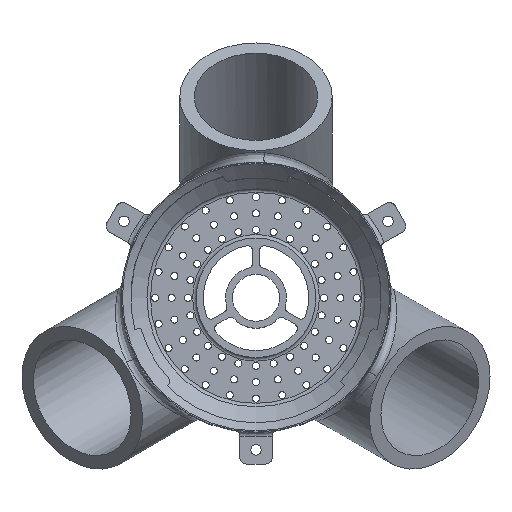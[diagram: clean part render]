
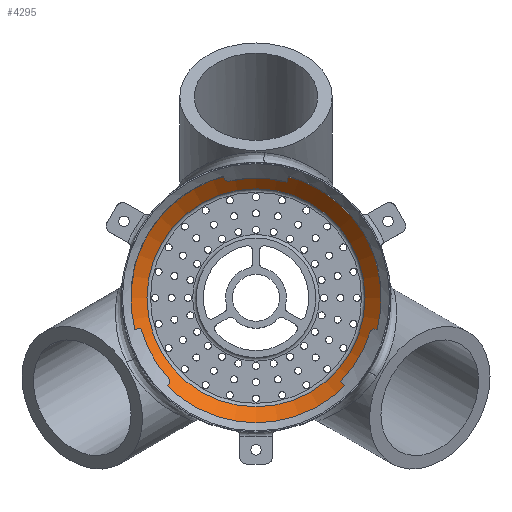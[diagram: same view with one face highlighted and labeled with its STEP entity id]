
A CAD part, top view. The second image highlights one B-rep face of the part: STEP entity #4295.
In plain terms, the highlighted conical face has half-angle 45 degrees and reference radius 53.5 mm.
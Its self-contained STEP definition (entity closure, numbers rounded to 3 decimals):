
#107=CONICAL_SURFACE('',#4722,53.5,0.785);
#396=LINE('',#8187,#651);
#651=VECTOR('',#5636,53.5);
#1031=FACE_OUTER_BOUND('',#1250,.T.);
#1250=EDGE_LOOP('',(#3397,#3398,#3399,#3400,#3401,#3402));
#1591=CIRCLE('',#4431,53.5);
#1592=CIRCLE('',#4432,53.5);
#1788=CIRCLE('',#4723,46.5);
#1789=CIRCLE('',#4724,46.5);
#1894=VERTEX_POINT('',#6468);
#1895=VERTEX_POINT('',#6470);
#2127=VERTEX_POINT('',#8184);
#2128=VERTEX_POINT('',#8185);
#2318=EDGE_CURVE('',#1894,#1895,#1591,.T.);
#2319=EDGE_CURVE('',#1895,#1894,#1592,.T.);
#2646=EDGE_CURVE('',#2127,#2128,#1788,.T.);
#2647=EDGE_CURVE('',#2128,#1895,#396,.T.);
#2648=EDGE_CURVE('',#2128,#2127,#1789,.T.);
#3397=ORIENTED_EDGE('',*,*,#2646,.T.);
#3398=ORIENTED_EDGE('',*,*,#2647,.T.);
#3399=ORIENTED_EDGE('',*,*,#2318,.F.);
#3400=ORIENTED_EDGE('',*,*,#2319,.F.);
#3401=ORIENTED_EDGE('',*,*,#2647,.F.);
#3402=ORIENTED_EDGE('',*,*,#2648,.T.);
#4295=ADVANCED_FACE('',(#1031),#107,.F.);
#4431=AXIS2_PLACEMENT_3D('',#6471,#4946,#4947);
#4432=AXIS2_PLACEMENT_3D('',#6472,#4948,#4949);
#4722=AXIS2_PLACEMENT_3D('',#8183,#5632,#5633);
#4723=AXIS2_PLACEMENT_3D('',#8186,#5634,#5635);
#4724=AXIS2_PLACEMENT_3D('',#8188,#5637,#5638);
#4946=DIRECTION('center_axis',(0.,0.,-1.));
#4947=DIRECTION('ref_axis',(0.,1.,0.));
#4948=DIRECTION('center_axis',(0.,0.,-1.));
#4949=DIRECTION('ref_axis',(0.,1.,0.));
#5632=DIRECTION('center_axis',(0.,0.,1.));
#5633=DIRECTION('ref_axis',(0.,-1.,0.));
#5634=DIRECTION('center_axis',(0.,0.,-1.));
#5635=DIRECTION('ref_axis',(0.,1.,0.));
#5636=DIRECTION('',(0.,0.707,0.707));
#5637=DIRECTION('center_axis',(0.,0.,-1.));
#5638=DIRECTION('ref_axis',(0.,1.,0.));
#6468=CARTESIAN_POINT('',(0.,-53.5,18.));
#6470=CARTESIAN_POINT('',(0.,53.5,18.));
#6471=CARTESIAN_POINT('Origin',(0.,0.,18.));
#6472=CARTESIAN_POINT('Origin',(0.,0.,18.));
#8183=CARTESIAN_POINT('Origin',(0.,0.,18.));
#8184=CARTESIAN_POINT('',(0.,-46.5,11.));
#8185=CARTESIAN_POINT('',(0.,46.5,11.));
#8186=CARTESIAN_POINT('Origin',(0.,0.,11.));
#8187=CARTESIAN_POINT('',(0.,53.5,18.));
#8188=CARTESIAN_POINT('Origin',(0.,0.,11.));
